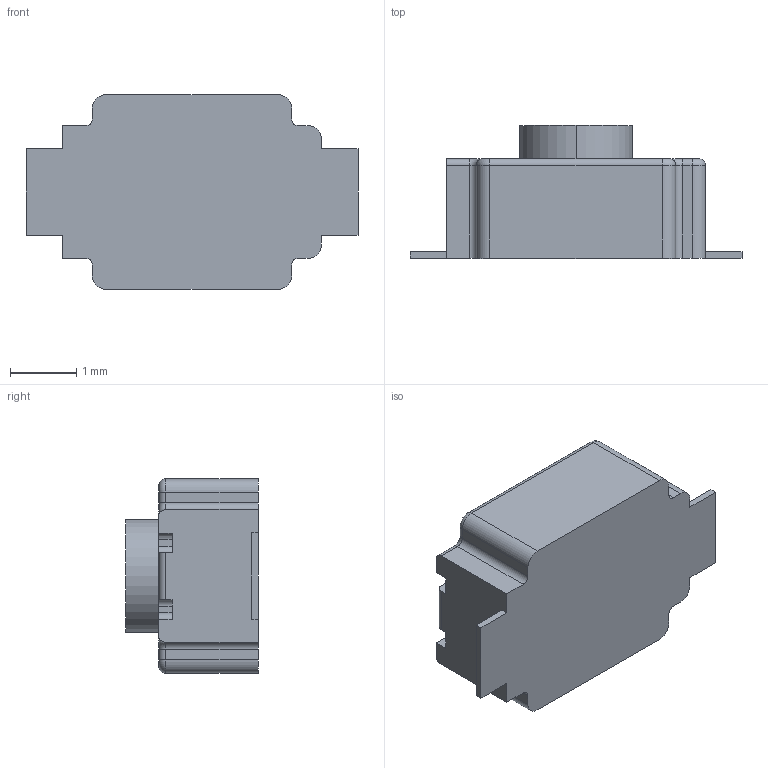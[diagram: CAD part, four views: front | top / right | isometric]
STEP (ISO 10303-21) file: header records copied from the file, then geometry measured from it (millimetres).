
FILE_DESCRIPTION (( 'STEP AP214' ), '1' );
FILE_NAME ('TS-1088R-02526.STEP', '2021-08-13T18:09:35', ( '' ), ( '' ), 'SwSTEP 2.0', 'SolidWorks 2016', '' );
FILE_SCHEMA (( 'AUTOMOTIVE_DESIGN' ));
Length unit declared in the file: millimetre
Products named in the file (1): TS-1088R-02526
Bounding box: 5 x 2 x 2.93 mm (x, y, z)
Volume: 17 mm3; surface area: 46.5 mm2
Topology: 1 solids, 1 shells, 83 faces, 220 edges, 140 vertices
Faces by surface type: plane 39, cylinder 34, torus 10
Entity records: 2793 total; most frequent: DIRECTION 466, CARTESIAN_POINT 444, ORIENTED_EDGE 440, EDGE_CURVE 220, AXIS2_PLACEMENT_3D 162, VECTOR 142, LINE 142, VERTEX_POINT 140
